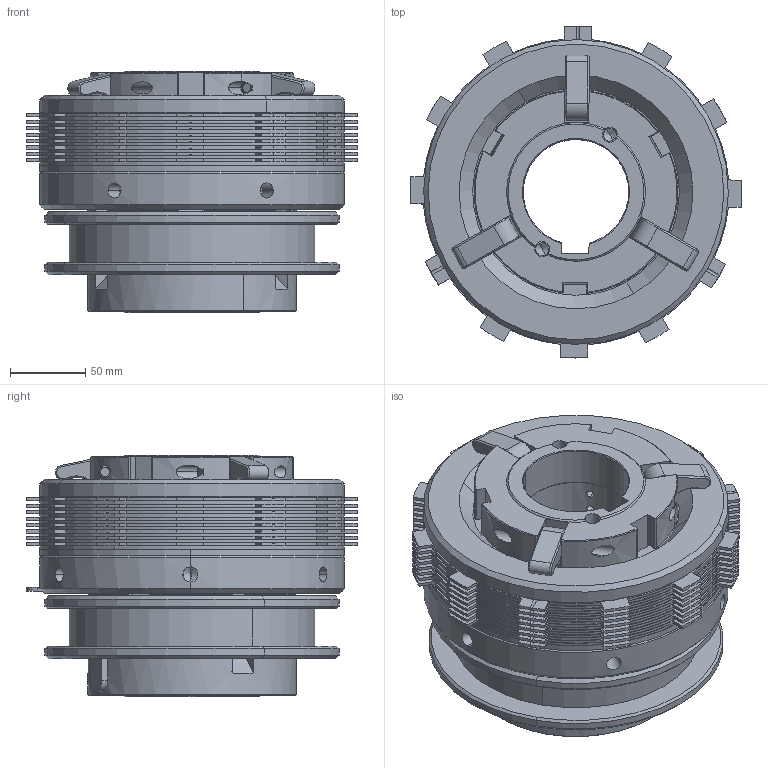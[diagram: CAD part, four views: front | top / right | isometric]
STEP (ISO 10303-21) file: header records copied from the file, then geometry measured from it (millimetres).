
FILE_DESCRIPTION (( 'STEP AP203' ), '1' );
FILE_NAME ('Assem4.STEP', '2017-10-18T00:55:45', ( ' ' ), ( '' ), 'SwSTEP 2.0', 'SolidWorks 2009', '' );
FILE_SCHEMA (( 'CONFIG_CONTROL_DESIGN' ));
Length unit declared in the file: millimetre
Products named in the file (1): Assem4
Bounding box: 219.97 x 220 x 160 mm (x, y, z)
Volume: 3222115.7 mm3; surface area: 567551.6 mm2
Topology: 1 solids, 2 shells, 2514 faces, 8490 edges, 5466 vertices
Faces by surface type: cone 1234, cylinder 697, plane 573, torus 10
Entity records: 98749 total; most frequent: CARTESIAN_POINT 23940, ORIENTED_EDGE 16940, DIRECTION 15101, EDGE_CURVE 8470, AXIS2_PLACEMENT_3D 5922, VERTEX_POINT 5466, CIRCLE 3407, VECTOR 3257
